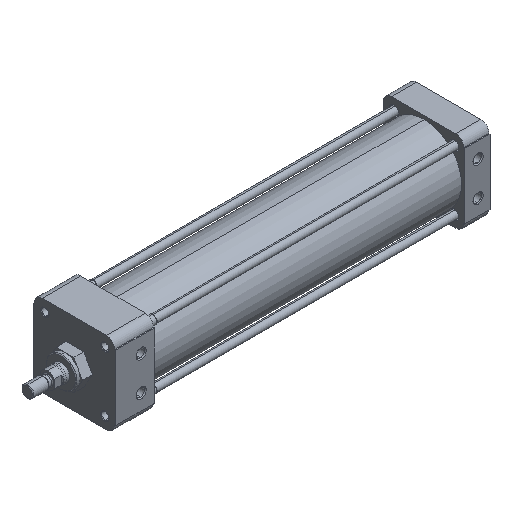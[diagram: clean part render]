
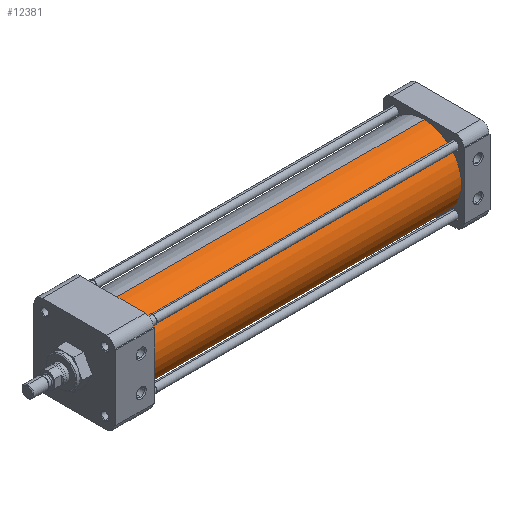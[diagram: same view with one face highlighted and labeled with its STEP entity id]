
A CAD part, isometric view. The second image highlights one B-rep face of the part: STEP entity #12381.
In plain terms, the highlighted cylindrical face has radius 34.925 mm (diameter 69.85 mm), a partial arc.
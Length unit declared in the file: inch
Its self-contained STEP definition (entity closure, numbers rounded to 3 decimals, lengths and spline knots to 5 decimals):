
#337 = LINE ( 'NONE', #9866, #12126 ) ;
#1258 = EDGE_LOOP ( 'NONE', ( #7839, #8167, #8279, #11457 ) ) ;
#1584 = EDGE_CURVE ( 'NONE', #8858, #2973, #8048, .T. ) ;
#1767 = DIRECTION ( 'NONE',  ( -1., 0., 0. ) ) ;
#2973 = VERTEX_POINT ( 'NONE', #9495 ) ;
#3497 = VERTEX_POINT ( 'NONE', #12500 ) ;
#4070 = CARTESIAN_POINT ( 'NONE',  ( 12.826, 0., 0. ) ) ;
#4216 = DIRECTION ( 'NONE',  ( 0., 0., -1. ) ) ;
#4397 = DIRECTION ( 'NONE',  ( 1., 0., 0. ) ) ;
#5891 = AXIS2_PLACEMENT_3D ( 'NONE', #8358, #1767, #9491 ) ;
#6381 = DIRECTION ( 'NONE',  ( 1., 0., 0. ) ) ;
#6407 = LINE ( 'NONE', #12188, #11930 ) ;
#6578 = EDGE_CURVE ( 'NONE', #3497, #9962, #9278, .T. ) ;
#7839 = ORIENTED_EDGE ( 'NONE', *, *, #13133, .F. ) ;
#8048 = CIRCLE ( 'NONE', #13243, 1.375 ) ;
#8167 = ORIENTED_EDGE ( 'NONE', *, *, #1584, .T. ) ;
#8279 = ORIENTED_EDGE ( 'NONE', *, *, #14240, .T. ) ;
#8358 = CARTESIAN_POINT ( 'NONE',  ( 12.826, 0., 0. ) ) ;
#8858 = VERTEX_POINT ( 'NONE', #14043 ) ;
#8884 = FACE_OUTER_BOUND ( 'NONE', #1258, .T. ) ;
#8926 = CARTESIAN_POINT ( 'NONE',  ( 12.826, 0., 1.375 ) ) ;
#9038 = AXIS2_PLACEMENT_3D ( 'NONE', #4070, #6381, #4216 ) ;
#9278 = CIRCLE ( 'NONE', #5891, 1.375 ) ;
#9491 = DIRECTION ( 'NONE',  ( 0., 0., -1. ) ) ;
#9495 = CARTESIAN_POINT ( 'NONE',  ( 1.42, 0., -1.375 ) ) ;
#9866 = CARTESIAN_POINT ( 'NONE',  ( 12.826, 0., -1.375 ) ) ;
#9962 = VERTEX_POINT ( 'NONE', #8926 ) ;
#10116 = CYLINDRICAL_SURFACE ( 'NONE', #9038, 1.375 ) ;
#10951 = DIRECTION ( 'NONE',  ( 1., 0., 0. ) ) ;
#10967 = CARTESIAN_POINT ( 'NONE',  ( 1.42, 0., 0. ) ) ;
#11054 = DIRECTION ( 'NONE',  ( 1., 0., 0. ) ) ;
#11457 = ORIENTED_EDGE ( 'NONE', *, *, #6578, .T. ) ;
#11930 = VECTOR ( 'NONE', #11054, 39.37008 ) ;
#12107 = DIRECTION ( 'NONE',  ( 0., 0., -1. ) ) ;
#12126 = VECTOR ( 'NONE', #10951, 39.37008 ) ;
#12188 = CARTESIAN_POINT ( 'NONE',  ( 12.826, 0., 1.375 ) ) ;
#12381 = ADVANCED_FACE ( 'NONE', ( #8884 ), #10116, .T. ) ;
#12500 = CARTESIAN_POINT ( 'NONE',  ( 12.826, 0., -1.375 ) ) ;
#13133 = EDGE_CURVE ( 'NONE', #8858, #9962, #6407, .T. ) ;
#13243 = AXIS2_PLACEMENT_3D ( 'NONE', #10967, #4397, #12107 ) ;
#14043 = CARTESIAN_POINT ( 'NONE',  ( 1.42, 0., 1.375 ) ) ;
#14240 = EDGE_CURVE ( 'NONE', #2973, #3497, #337, .T. ) ;
